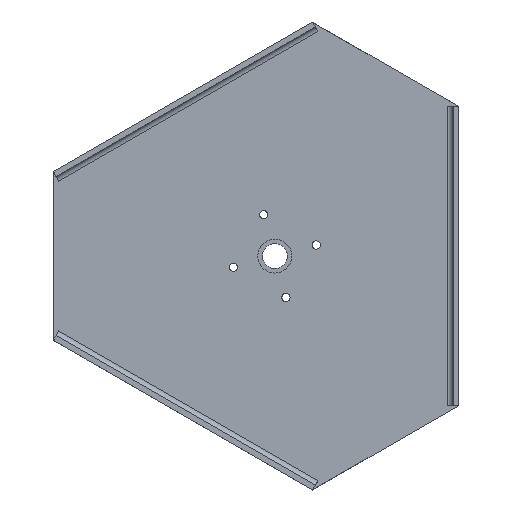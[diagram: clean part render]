
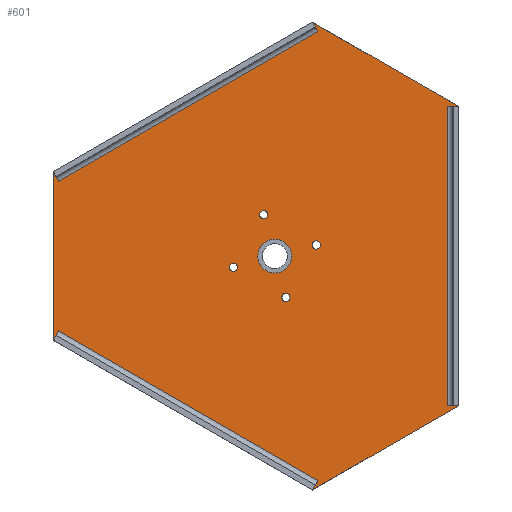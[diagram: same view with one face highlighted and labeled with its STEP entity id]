
A CAD part, top view. The second image highlights one B-rep face of the part: STEP entity #601.
In plain terms, the highlighted planar face has unit normal (0, 0, 1).
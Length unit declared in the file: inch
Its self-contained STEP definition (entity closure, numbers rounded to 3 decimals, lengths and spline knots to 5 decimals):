
#33=FACE_BOUND('',#87,.T.);
#34=FACE_BOUND('',#88,.T.);
#35=FACE_BOUND('',#89,.T.);
#36=FACE_BOUND('',#90,.T.);
#37=FACE_BOUND('',#91,.T.);
#53=FACE_OUTER_BOUND('',#86,.T.);
#86=EDGE_LOOP('',(#425,#426,#427,#428,#429,#430,#431,#432,#433,#434,#435,
#436,#437,#438,#439,#440,#441,#442));
#87=EDGE_LOOP('',(#443));
#88=EDGE_LOOP('',(#444));
#89=EDGE_LOOP('',(#445));
#90=EDGE_LOOP('',(#446));
#91=EDGE_LOOP('',(#447));
#137=CIRCLE('',#647,0.771);
#138=CIRCLE('',#648,0.1875);
#139=CIRCLE('',#649,0.1875);
#140=CIRCLE('',#650,0.1875);
#141=CIRCLE('',#651,0.1875);
#158=LINE('',#892,#212);
#164=LINE('',#907,#218);
#167=LINE('',#917,#221);
#168=LINE('',#919,#222);
#169=LINE('',#921,#223);
#170=LINE('',#922,#224);
#171=LINE('',#923,#225);
#172=LINE('',#925,#226);
#173=LINE('',#927,#227);
#174=LINE('',#929,#228);
#175=LINE('',#931,#229);
#176=LINE('',#933,#230);
#177=LINE('',#935,#231);
#178=LINE('',#937,#232);
#179=LINE('',#939,#233);
#180=LINE('',#941,#234);
#181=LINE('',#943,#235);
#182=LINE('',#944,#236);
#212=VECTOR('',#709,0.43301);
#218=VECTOR('',#721,0.43301);
#221=VECTOR('',#730,0.43301);
#222=VECTOR('',#731,0.03868);
#223=VECTOR('',#732,7.50192);
#224=VECTOR('',#733,0.03868);
#225=VECTOR('',#734,13.57169);
#226=VECTOR('',#735,0.03868);
#227=VECTOR('',#736,7.50192);
#228=VECTOR('',#737,0.03868);
#229=VECTOR('',#738,0.43301);
#230=VECTOR('',#739,13.57169);
#231=VECTOR('',#740,0.43301);
#232=VECTOR('',#741,0.03868);
#233=VECTOR('',#742,7.50192);
#234=VECTOR('',#743,0.03868);
#235=VECTOR('',#744,0.43301);
#236=VECTOR('',#745,13.57169);
#267=VERTEX_POINT('',#889);
#268=VERTEX_POINT('',#891);
#273=VERTEX_POINT('',#905);
#274=VERTEX_POINT('',#906);
#277=VERTEX_POINT('',#915);
#278=VERTEX_POINT('',#916);
#279=VERTEX_POINT('',#918);
#280=VERTEX_POINT('',#920);
#281=VERTEX_POINT('',#924);
#282=VERTEX_POINT('',#926);
#283=VERTEX_POINT('',#928);
#284=VERTEX_POINT('',#930);
#285=VERTEX_POINT('',#932);
#286=VERTEX_POINT('',#934);
#287=VERTEX_POINT('',#936);
#288=VERTEX_POINT('',#938);
#289=VERTEX_POINT('',#940);
#290=VERTEX_POINT('',#942);
#291=VERTEX_POINT('',#945);
#292=VERTEX_POINT('',#947);
#293=VERTEX_POINT('',#949);
#294=VERTEX_POINT('',#951);
#295=VERTEX_POINT('',#953);
#327=EDGE_CURVE('',#267,#268,#158,.T.);
#334=EDGE_CURVE('',#273,#274,#164,.T.);
#339=EDGE_CURVE('',#277,#278,#167,.T.);
#340=EDGE_CURVE('',#278,#279,#168,.T.);
#341=EDGE_CURVE('',#280,#279,#169,.T.);
#342=EDGE_CURVE('',#274,#280,#170,.T.);
#343=EDGE_CURVE('',#268,#273,#171,.T.);
#344=EDGE_CURVE('',#281,#267,#172,.T.);
#345=EDGE_CURVE('',#281,#282,#173,.T.);
#346=EDGE_CURVE('',#283,#282,#174,.T.);
#347=EDGE_CURVE('',#284,#283,#175,.T.);
#348=EDGE_CURVE('',#285,#284,#176,.T.);
#349=EDGE_CURVE('',#286,#285,#177,.T.);
#350=EDGE_CURVE('',#287,#286,#178,.T.);
#351=EDGE_CURVE('',#288,#287,#179,.T.);
#352=EDGE_CURVE('',#288,#289,#180,.T.);
#353=EDGE_CURVE('',#289,#290,#181,.T.);
#354=EDGE_CURVE('',#290,#277,#182,.T.);
#355=EDGE_CURVE('',#291,#291,#137,.T.);
#356=EDGE_CURVE('',#292,#292,#138,.T.);
#357=EDGE_CURVE('',#293,#293,#139,.T.);
#358=EDGE_CURVE('',#294,#294,#140,.T.);
#359=EDGE_CURVE('',#295,#295,#141,.T.);
#425=ORIENTED_EDGE('',*,*,#339,.T.);
#426=ORIENTED_EDGE('',*,*,#340,.T.);
#427=ORIENTED_EDGE('',*,*,#341,.F.);
#428=ORIENTED_EDGE('',*,*,#342,.F.);
#429=ORIENTED_EDGE('',*,*,#334,.F.);
#430=ORIENTED_EDGE('',*,*,#343,.F.);
#431=ORIENTED_EDGE('',*,*,#327,.F.);
#432=ORIENTED_EDGE('',*,*,#344,.F.);
#433=ORIENTED_EDGE('',*,*,#345,.T.);
#434=ORIENTED_EDGE('',*,*,#346,.F.);
#435=ORIENTED_EDGE('',*,*,#347,.F.);
#436=ORIENTED_EDGE('',*,*,#348,.F.);
#437=ORIENTED_EDGE('',*,*,#349,.F.);
#438=ORIENTED_EDGE('',*,*,#350,.F.);
#439=ORIENTED_EDGE('',*,*,#351,.F.);
#440=ORIENTED_EDGE('',*,*,#352,.T.);
#441=ORIENTED_EDGE('',*,*,#353,.T.);
#442=ORIENTED_EDGE('',*,*,#354,.T.);
#443=ORIENTED_EDGE('',*,*,#355,.F.);
#444=ORIENTED_EDGE('',*,*,#356,.F.);
#445=ORIENTED_EDGE('',*,*,#357,.F.);
#446=ORIENTED_EDGE('',*,*,#358,.F.);
#447=ORIENTED_EDGE('',*,*,#359,.F.);
#580=PLANE('',#646);
#601=ADVANCED_FACE('',(#53,#33,#34,#35,#36,#37),#580,.T.);
#646=AXIS2_PLACEMENT_3D('',#914,#728,#729);
#647=AXIS2_PLACEMENT_3D('',#946,#746,#747);
#648=AXIS2_PLACEMENT_3D('',#948,#748,#749);
#649=AXIS2_PLACEMENT_3D('',#950,#750,#751);
#650=AXIS2_PLACEMENT_3D('',#952,#752,#753);
#651=AXIS2_PLACEMENT_3D('',#954,#754,#755);
#709=DIRECTION('',(0.5,-0.866,0.));
#721=DIRECTION('',(-0.5,0.866,0.));
#728=DIRECTION('center_axis',(0.,0.,1.));
#729=DIRECTION('ref_axis',(1.,0.,0.));
#730=DIRECTION('',(1.,0.,0.));
#731=DIRECTION('',(0.,1.,0.));
#732=DIRECTION('',(0.866,-0.5,0.));
#733=DIRECTION('',(0.866,0.5,0.));
#734=DIRECTION('',(0.866,0.5,0.));
#735=DIRECTION('',(0.866,0.5,0.));
#736=DIRECTION('',(0.,-1.,0.));
#737=DIRECTION('',(-0.866,0.5,0.));
#738=DIRECTION('',(-0.5,-0.866,0.));
#739=DIRECTION('',(-0.866,0.5,0.));
#740=DIRECTION('',(0.5,0.866,0.));
#741=DIRECTION('',(-0.866,0.5,0.));
#742=DIRECTION('',(-0.866,-0.5,0.));
#743=DIRECTION('',(0.,1.,0.));
#744=DIRECTION('',(-1.,0.,0.));
#745=DIRECTION('',(0.,1.,0.));
#746=DIRECTION('center_axis',(0.,0.,1.));
#747=DIRECTION('ref_axis',(-1.,0.,0.));
#748=DIRECTION('center_axis',(0.,0.,1.));
#749=DIRECTION('ref_axis',(-1.,0.,0.));
#750=DIRECTION('center_axis',(0.,0.,1.));
#751=DIRECTION('ref_axis',(-1.,0.,0.));
#752=DIRECTION('center_axis',(0.,0.,1.));
#753=DIRECTION('ref_axis',(-1.,0.,0.));
#754=DIRECTION('center_axis',(0.,0.,1.));
#755=DIRECTION('ref_axis',(-1.,0.,0.));
#889=CARTESIAN_POINT('',(-10.0124,3.7703,36.));
#891=CARTESIAN_POINT('',(-9.79589,3.3953,36.));
#892=CARTESIAN_POINT('',(-10.0124,3.7703,36.));
#905=CARTESIAN_POINT('',(1.95753,10.18114,36.));
#906=CARTESIAN_POINT('',(1.74103,10.55614,36.));
#907=CARTESIAN_POINT('',(1.95753,10.18114,36.));
#914=CARTESIAN_POINT('Origin',(-0.54127,0.18042,36.));
#915=CARTESIAN_POINT('',(7.83836,6.78584,36.));
#916=CARTESIAN_POINT('',(8.27138,6.78584,36.));
#917=CARTESIAN_POINT('',(7.83836,6.78584,36.));
#918=CARTESIAN_POINT('',(8.27138,6.82452,36.));
#919=CARTESIAN_POINT('',(8.27138,6.78584,36.));
#920=CARTESIAN_POINT('',(1.77452,10.57548,36.));
#921=CARTESIAN_POINT('',(1.77452,10.57548,36.));
#922=CARTESIAN_POINT('',(1.74103,10.55614,36.));
#923=CARTESIAN_POINT('',(-9.79589,3.3953,36.));
#924=CARTESIAN_POINT('',(-10.04589,3.75096,36.));
#925=CARTESIAN_POINT('',(-10.04589,3.75096,36.));
#926=CARTESIAN_POINT('',(-10.04589,-3.75096,36.));
#927=CARTESIAN_POINT('',(-10.04589,3.75096,36.));
#928=CARTESIAN_POINT('',(-10.0124,-3.7703,36.));
#929=CARTESIAN_POINT('',(-10.0124,-3.7703,36.));
#930=CARTESIAN_POINT('',(-9.79589,-3.3953,36.));
#931=CARTESIAN_POINT('',(-9.79589,-3.3953,36.));
#932=CARTESIAN_POINT('',(1.95753,-10.18114,36.));
#933=CARTESIAN_POINT('',(1.95753,-10.18114,36.));
#934=CARTESIAN_POINT('',(1.74103,-10.55614,36.));
#935=CARTESIAN_POINT('',(1.74103,-10.55614,36.));
#936=CARTESIAN_POINT('',(1.77452,-10.57548,36.));
#937=CARTESIAN_POINT('',(1.77452,-10.57548,36.));
#938=CARTESIAN_POINT('',(8.27138,-6.82452,36.));
#939=CARTESIAN_POINT('',(8.27138,-6.82452,36.));
#940=CARTESIAN_POINT('',(8.27138,-6.78584,36.));
#941=CARTESIAN_POINT('',(8.27138,-6.82452,36.));
#942=CARTESIAN_POINT('',(7.83836,-6.78584,36.));
#943=CARTESIAN_POINT('',(8.27138,-6.78584,36.));
#944=CARTESIAN_POINT('',(7.83836,-6.78584,36.));
#945=CARTESIAN_POINT('',(0.771,0.,36.));
#946=CARTESIAN_POINT('Origin',(0.,0.,36.));
#947=CARTESIAN_POINT('',(1.69078,0.50328,36.));
#948=CARTESIAN_POINT('Origin',(1.87828,0.50328,36.));
#949=CARTESIAN_POINT('',(-2.06578,-0.50328,36.));
#950=CARTESIAN_POINT('Origin',(-1.87828,-0.50328,36.));
#951=CARTESIAN_POINT('',(-0.69078,1.87828,36.));
#952=CARTESIAN_POINT('Origin',(-0.50328,1.87828,36.));
#953=CARTESIAN_POINT('',(0.31578,-1.87828,36.));
#954=CARTESIAN_POINT('Origin',(0.50328,-1.87828,36.));
